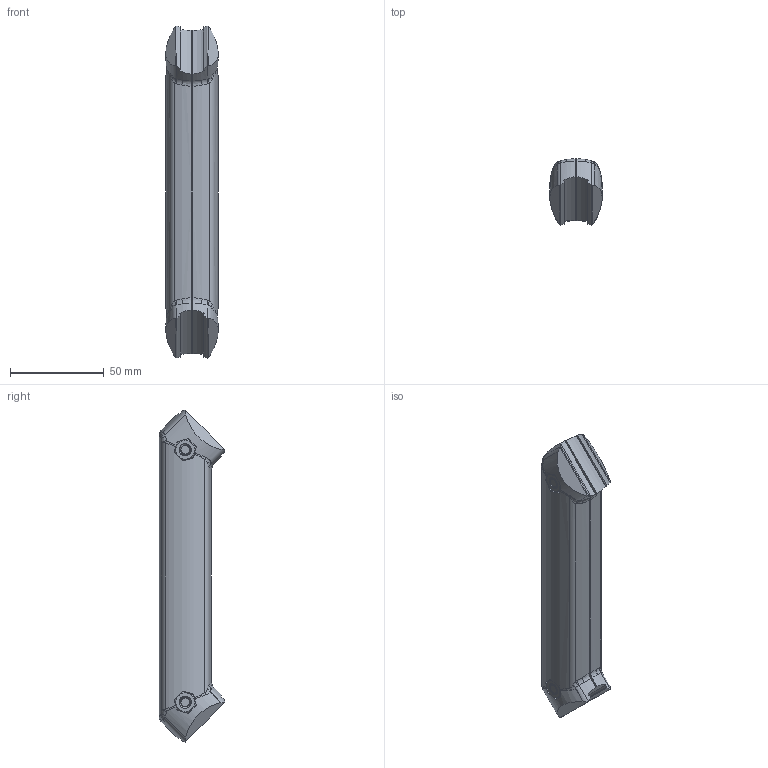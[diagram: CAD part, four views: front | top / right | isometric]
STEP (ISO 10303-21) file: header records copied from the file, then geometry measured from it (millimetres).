
FILE_DESCRIPTION (( 'STEP AP214' ), '1' );
FILE_NAME ('Ñáîðêà3.STEP', '2024-01-19T08:44:44', ( '' ), ( '' ), 'SwSTEP 2.0', 'SolidWorks 2022', '' );
FILE_SCHEMA (( 'AUTOMOTIVE_DESIGN' ));
Length unit declared in the file: millimetre
Products named in the file (5): M6-L7-LUO-MAO.stp_00; GAJ43-A4545.stp_00; Косынка под 45гр., 122х122мм, B412.stp_00; M6X25-LUO-SHI.stp_00; Сборка3
Assembly tree (7 placements, depth 3):
  Сборка3
    Косынка под 45гр., 122х122мм, B412.stp_00
      GAJ43-A4545.stp_00  x2
      M6X25-LUO-SHI.stp_00  x2
      M6-L7-LUO-MAO.stp_00  x2
Bounding box: 27.99 x 35.29 x 177.52 mm (x, y, z)
Volume: 64290.6 mm3; surface area: 41118.2 mm2
Topology: 6 solids, 6 shells, 524 faces, 1378 edges, 882 vertices
Faces by surface type: cylinder 196, plane 162, bspline 88, cone 70, sphere 8
Entity records: 14569 total; most frequent: CARTESIAN_POINT 8813, ORIENTED_EDGE 1378, DIRECTION 827, EDGE_CURVE 689, VERTEX_POINT 441, B_SPLINE_CURVE_WITH_KNOTS 344, AXIS2_PLACEMENT_3D 287, EDGE_LOOP 276
